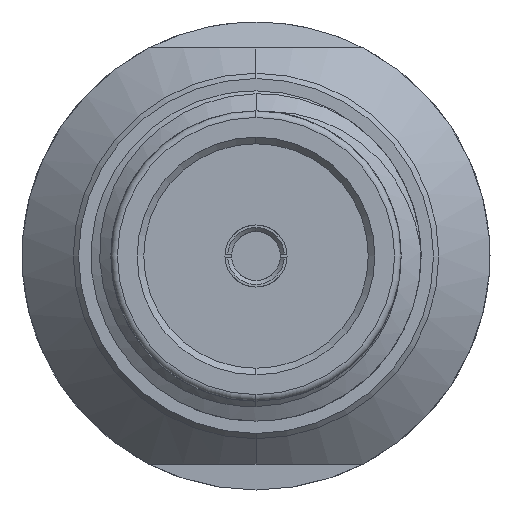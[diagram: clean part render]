
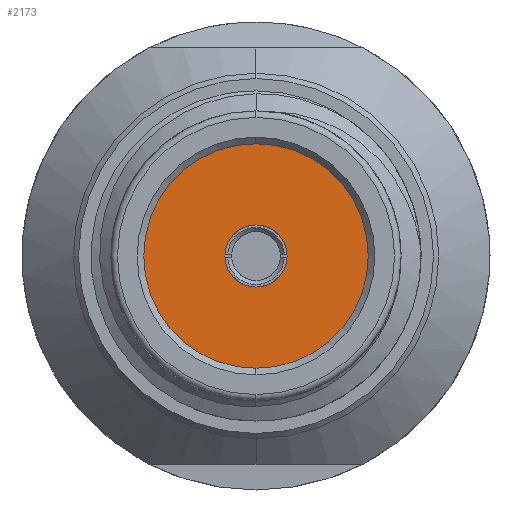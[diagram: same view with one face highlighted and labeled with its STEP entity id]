
A CAD part, left-side view. The second image highlights one B-rep face of the part: STEP entity #2173.
In plain terms, the highlighted planar face has unit normal (-1, 0, 0).
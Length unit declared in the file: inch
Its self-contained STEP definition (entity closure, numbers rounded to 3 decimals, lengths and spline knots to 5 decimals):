
#25 = VERTEX_POINT ( 'NONE', #2538 ) ;
#94 = ORIENTED_EDGE ( 'NONE', *, *, #484, .T. ) ;
#177 = EDGE_CURVE ( 'NONE', #1159, #25, #1220, .T. ) ;
#274 = DIRECTION ( 'NONE',  ( 0., 0., 1. ) ) ;
#365 = CARTESIAN_POINT ( 'NONE',  ( 0.075, 0., 0. ) ) ;
#410 = PLANE ( 'NONE',  #450 ) ;
#450 = AXIS2_PLACEMENT_3D ( 'NONE', #1577, #3496, #452 ) ;
#452 = DIRECTION ( 'NONE',  ( 0., 0., 1. ) ) ;
#484 = EDGE_CURVE ( 'NONE', #2849, #1105, #2628, .T. ) ;
#940 = DIRECTION ( 'NONE',  ( 0., 0., 1. ) ) ;
#959 = DIRECTION ( 'NONE',  ( 0., 0., 1. ) ) ;
#1036 = DIRECTION ( 'NONE',  ( 0., 0., 1. ) ) ;
#1056 = ORIENTED_EDGE ( 'NONE', *, *, #2523, .F. ) ;
#1105 = VERTEX_POINT ( 'NONE', #1457 ) ;
#1159 = VERTEX_POINT ( 'NONE', #2549 ) ;
#1220 = CIRCLE ( 'NONE', #1375, 0.0235 ) ;
#1238 = ORIENTED_EDGE ( 'NONE', *, *, #177, .F. ) ;
#1375 = AXIS2_PLACEMENT_3D ( 'NONE', #365, #2619, #940 ) ;
#1457 = CARTESIAN_POINT ( 'NONE',  ( 0.075, 0., 0.085 ) ) ;
#1473 = EDGE_LOOP ( 'NONE', ( #1056, #1238 ) ) ;
#1577 = CARTESIAN_POINT ( 'NONE',  ( 0.075, 0., 0. ) ) ;
#1614 = AXIS2_PLACEMENT_3D ( 'NONE', #3019, #3551, #1036 ) ;
#1956 = ORIENTED_EDGE ( 'NONE', *, *, #2319, .T. ) ;
#2173 = ADVANCED_FACE ( 'NONE', ( #2818, #3308 ), #410, .T. ) ;
#2319 = EDGE_CURVE ( 'NONE', #1105, #2849, #2780, .T. ) ;
#2474 = CIRCLE ( 'NONE', #3377, 0.0235 ) ;
#2486 = AXIS2_PLACEMENT_3D ( 'NONE', #3088, #2506, #274 ) ;
#2506 = DIRECTION ( 'NONE',  ( -1., 0., 0. ) ) ;
#2523 = EDGE_CURVE ( 'NONE', #25, #1159, #2474, .T. ) ;
#2538 = CARTESIAN_POINT ( 'NONE',  ( 0.075, 0., 0.0235 ) ) ;
#2549 = CARTESIAN_POINT ( 'NONE',  ( 0.075, 0., -0.0235 ) ) ;
#2619 = DIRECTION ( 'NONE',  ( -1., 0., 0. ) ) ;
#2628 = CIRCLE ( 'NONE', #2486, 0.085 ) ;
#2780 = CIRCLE ( 'NONE', #1614, 0.085 ) ;
#2818 = FACE_BOUND ( 'NONE', #1473, .T. ) ;
#2849 = VERTEX_POINT ( 'NONE', #3294 ) ;
#2894 = CARTESIAN_POINT ( 'NONE',  ( 0.075, 0., 0. ) ) ;
#2923 = DIRECTION ( 'NONE',  ( -1., 0., 0. ) ) ;
#3019 = CARTESIAN_POINT ( 'NONE',  ( 0.075, 0., 0. ) ) ;
#3088 = CARTESIAN_POINT ( 'NONE',  ( 0.075, 0., 0. ) ) ;
#3118 = EDGE_LOOP ( 'NONE', ( #1956, #94 ) ) ;
#3294 = CARTESIAN_POINT ( 'NONE',  ( 0.075, 0., -0.085 ) ) ;
#3308 = FACE_OUTER_BOUND ( 'NONE', #3118, .T. ) ;
#3377 = AXIS2_PLACEMENT_3D ( 'NONE', #2894, #2923, #959 ) ;
#3496 = DIRECTION ( 'NONE',  ( -1., 0., 0. ) ) ;
#3551 = DIRECTION ( 'NONE',  ( -1., 0., 0. ) ) ;
